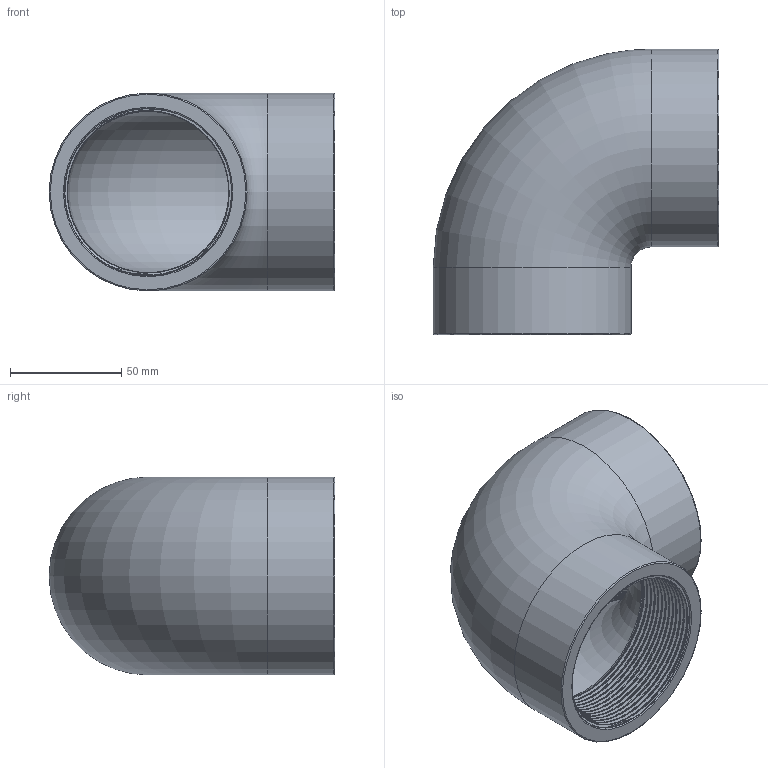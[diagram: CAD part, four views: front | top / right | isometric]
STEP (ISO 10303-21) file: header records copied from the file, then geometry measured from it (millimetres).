
FILE_DESCRIPTION(/* description */ (''),/* implementation_level */ '2;1');
FILE_NAME(/* name */ 'EL510750.ipt.stp',/* time_stamp */ '2017-01-24T17:42:05+01:00',/* author */ ('Gabriele'),/* organization */ (''),/* preprocessor_version */ 'ST-DEVELOPER v16.5',/* originating_system */ 'Autodesk Inventor 2017',/* authorisation */ '');
FILE_SCHEMA (('AUTOMOTIVE_DESIGN { 1 0 10303 214 3 1 1 }'));
Length unit declared in the file: millimetre
Products named in the file (1): EL510750
Bounding box: 128.5 x 128.5 x 89 mm (x, y, z)
Volume: 287288.2 mm3; surface area: 111476.6 mm2
Topology: 3 solids, 3 shells, 34 faces, 73 edges, 47 vertices
Faces by surface type: bspline 12, plane 8, cylinder 8, torus 6
Full cylindrical faces by diameter (mm): 75.18 x2, 89 x2
Entity records: 13008 total; most frequent: CARTESIAN_POINT 12363, ORIENTED_EDGE 126, DIRECTION 90, EDGE_CURVE 63, EDGE_LOOP 48, VERTEX_POINT 47, AXIS2_PLACEMENT_3D 45, B_SPLINE_CURVE_WITH_KNOTS 41
